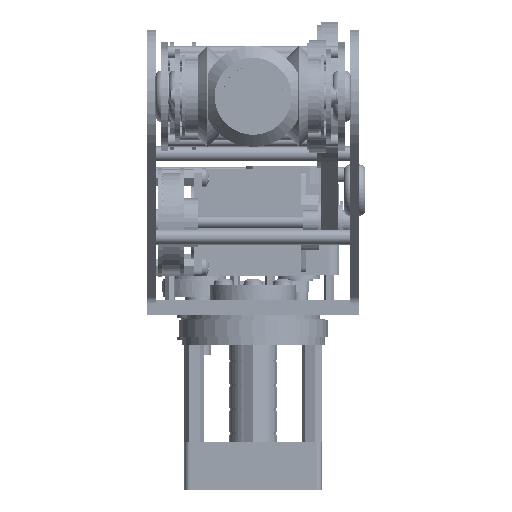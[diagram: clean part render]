
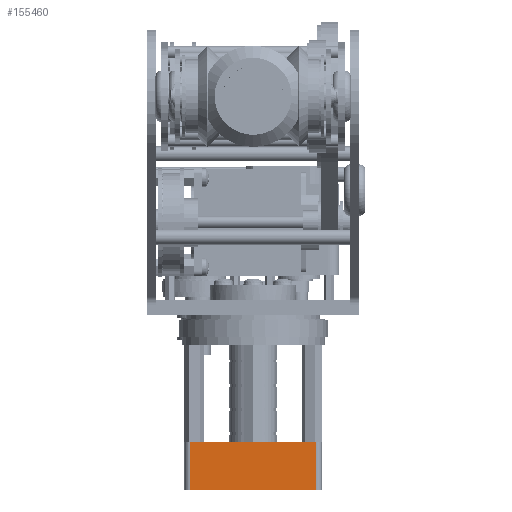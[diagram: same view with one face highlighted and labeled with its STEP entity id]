
A CAD part, front view. The second image highlights one B-rep face of the part: STEP entity #155460.
In plain terms, the highlighted planar face has unit normal (0, -1, 0).
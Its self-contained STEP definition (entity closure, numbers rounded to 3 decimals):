
#617 = VERTEX_POINT ( 'NONE', #2755 ) ;
#2755 = CARTESIAN_POINT ( 'NONE',  ( -76.393, -18.835, -6.128 ) ) ;
#8722 = CARTESIAN_POINT ( 'NONE',  ( -111.585, -18.835, -6.128 ) ) ;
#8921 = ORIENTED_EDGE ( 'NONE', *, *, #177901, .T. ) ;
#11029 = CARTESIAN_POINT ( 'NONE',  ( -111.585, -18.835, -31.528 ) ) ;
#14907 = VECTOR ( 'NONE', #168306, 1000. ) ;
#14933 = EDGE_CURVE ( 'NONE', #617, #43086, #140509, .T. ) ;
#22616 = CARTESIAN_POINT ( 'NONE',  ( -42.585, -18.835, -31.528 ) ) ;
#24445 = EDGE_LOOP ( 'NONE', ( #96392, #152275, #180794, #168316, #182732, #8921 ) ) ;
#35525 = FACE_OUTER_BOUND ( 'NONE', #24445, .T. ) ;
#36152 = EDGE_CURVE ( 'NONE', #118173, #79620, #187201, .T. ) ;
#43086 = VERTEX_POINT ( 'NONE', #183947 ) ;
#45601 = DIRECTION ( 'NONE',  ( 1., 0., 0. ) ) ;
#56044 = AXIS2_PLACEMENT_3D ( 'NONE', #11029, #172730, #76588 ) ;
#61470 = VECTOR ( 'NONE', #163074, 1000. ) ;
#76588 = DIRECTION ( 'NONE',  ( -1., 0., 0. ) ) ;
#77160 = CARTESIAN_POINT ( 'NONE',  ( -108.585, -18.835, -31.528 ) ) ;
#77419 = EDGE_CURVE ( 'NONE', #149585, #617, #142174, .T. ) ;
#79620 = VERTEX_POINT ( 'NONE', #22616 ) ;
#96392 = ORIENTED_EDGE ( 'NONE', *, *, #36152, .F. ) ;
#98512 = CARTESIAN_POINT ( 'NONE',  ( -111.585, -18.835, -31.528 ) ) ;
#104180 = LINE ( 'NONE', #98512, #61470 ) ;
#104853 = DIRECTION ( 'NONE',  ( 0., 0., -1. ) ) ;
#113609 = CARTESIAN_POINT ( 'NONE',  ( -108.585, -18.835, -6.128 ) ) ;
#115975 = VECTOR ( 'NONE', #140911, 1000. ) ;
#118173 = VERTEX_POINT ( 'NONE', #148742 ) ;
#120268 = CARTESIAN_POINT ( 'NONE',  ( -42.585, -18.835, -31.528 ) ) ;
#128577 = LINE ( 'NONE', #77160, #115975 ) ;
#140509 = LINE ( 'NONE', #8722, #14907 ) ;
#140911 = DIRECTION ( 'NONE',  ( 0., 0., 1. ) ) ;
#142174 = LINE ( 'NONE', #156497, #192766 ) ;
#146903 = VECTOR ( 'NONE', #104853, 1000. ) ;
#148742 = CARTESIAN_POINT ( 'NONE',  ( -42.585, -18.835, -6.128 ) ) ;
#149585 = VERTEX_POINT ( 'NONE', #113609 ) ;
#150651 = EDGE_CURVE ( 'NONE', #43086, #118173, #167716, .T. ) ;
#152275 = ORIENTED_EDGE ( 'NONE', *, *, #150651, .F. ) ;
#155460 = ADVANCED_FACE ( 'NONE', ( #35525 ), #172050, .T. ) ;
#156131 = DIRECTION ( 'NONE',  ( 1., 0., 0. ) ) ;
#156497 = CARTESIAN_POINT ( 'NONE',  ( -111.585, -18.835, -6.128 ) ) ;
#163074 = DIRECTION ( 'NONE',  ( 1., 0., 0. ) ) ;
#167716 = LINE ( 'NONE', #202704, #207908 ) ;
#168306 = DIRECTION ( 'NONE',  ( 1., 0., 0. ) ) ;
#168316 = ORIENTED_EDGE ( 'NONE', *, *, #77419, .F. ) ;
#170088 = CARTESIAN_POINT ( 'NONE',  ( -108.585, -18.835, -31.528 ) ) ;
#172050 = PLANE ( 'NONE',  #56044 ) ;
#172730 = DIRECTION ( 'NONE',  ( 0., -1., 0. ) ) ;
#177901 = EDGE_CURVE ( 'NONE', #207252, #79620, #104180, .T. ) ;
#180794 = ORIENTED_EDGE ( 'NONE', *, *, #14933, .F. ) ;
#181031 = EDGE_CURVE ( 'NONE', #207252, #149585, #128577, .T. ) ;
#182732 = ORIENTED_EDGE ( 'NONE', *, *, #181031, .F. ) ;
#183947 = CARTESIAN_POINT ( 'NONE',  ( -74.664, -18.835, -6.128 ) ) ;
#187201 = LINE ( 'NONE', #120268, #146903 ) ;
#192766 = VECTOR ( 'NONE', #45601, 1000. ) ;
#202704 = CARTESIAN_POINT ( 'NONE',  ( -111.585, -18.835, -6.128 ) ) ;
#207252 = VERTEX_POINT ( 'NONE', #170088 ) ;
#207908 = VECTOR ( 'NONE', #156131, 1000. ) ;
